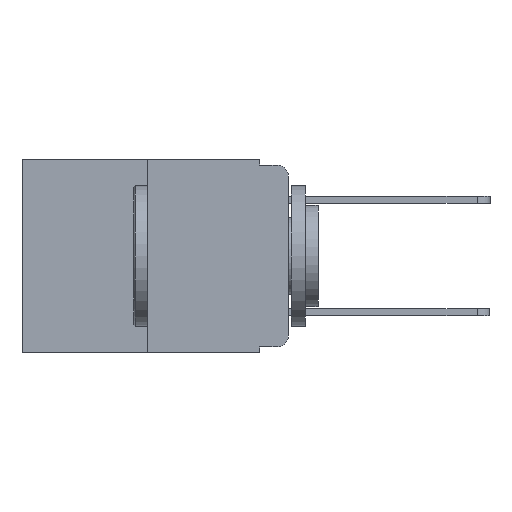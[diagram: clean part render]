
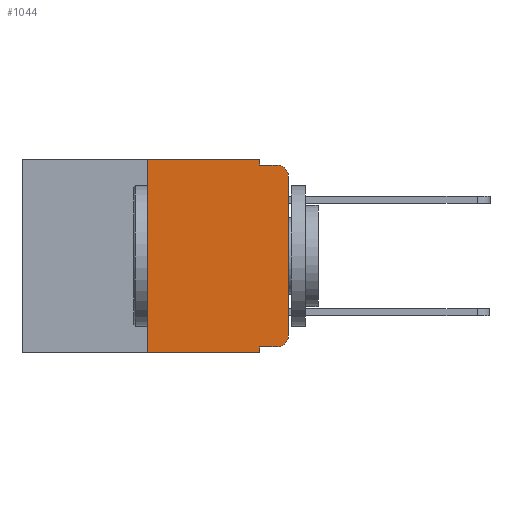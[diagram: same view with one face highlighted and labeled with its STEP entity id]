
A CAD part, left-side view. The second image highlights one B-rep face of the part: STEP entity #1044.
In plain terms, the highlighted planar face has unit normal (-1, 0, 0).
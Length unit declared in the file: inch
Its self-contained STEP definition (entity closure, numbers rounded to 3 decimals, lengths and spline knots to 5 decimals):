
#84 = ORIENTED_EDGE ( 'NONE', *, *, #3248, .F. ) ;
#116 = ORIENTED_EDGE ( 'NONE', *, *, #3251, .F. ) ;
#273 = VERTEX_POINT ( 'NONE', #14134 ) ;
#357 = DIRECTION ( 'NONE',  ( 0., -1., 0. ) ) ;
#663 = DIRECTION ( 'NONE',  ( 0., -1., 0. ) ) ;
#709 = ORIENTED_EDGE ( 'NONE', *, *, #1962, .F. ) ;
#990 = ORIENTED_EDGE ( 'NONE', *, *, #3285, .F. ) ;
#1015 = CIRCLE ( 'NONE', #10181, 0.02 ) ;
#1044 = ADVANCED_FACE ( 'NONE', ( #17726 ), #15386, .F. ) ;
#1527 = DIRECTION ( 'NONE',  ( 0., 0., 1. ) ) ;
#1550 = LINE ( 'NONE', #12025, #5886 ) ;
#1603 = DIRECTION ( 'NONE',  ( 0., 0., -1. ) ) ;
#1698 = CARTESIAN_POINT ( 'NONE',  ( 0., 0., -0.313 ) ) ;
#1864 = CARTESIAN_POINT ( 'NONE',  ( 0., 0.25, 0. ) ) ;
#1962 = EDGE_CURVE ( 'NONE', #17123, #14010, #12306, .T. ) ;
#2080 = ORIENTED_EDGE ( 'NONE', *, *, #2875, .T. ) ;
#2122 = LINE ( 'NONE', #6256, #9816 ) ;
#2666 = CIRCLE ( 'NONE', #8233, 0.02 ) ;
#2730 = ORIENTED_EDGE ( 'NONE', *, *, #3287, .F. ) ;
#2875 = EDGE_CURVE ( 'NONE', #10290, #8850, #16492, .T. ) ;
#3102 = ORIENTED_EDGE ( 'NONE', *, *, #3293, .T. ) ;
#3139 = DIRECTION ( 'NONE',  ( -1., 0., 0. ) ) ;
#3171 = ORIENTED_EDGE ( 'NONE', *, *, #3316, .T. ) ;
#3197 = LINE ( 'NONE', #6196, #13677 ) ;
#3220 = EDGE_CURVE ( 'NONE', #13319, #5836, #3197, .T. ) ;
#3221 = EDGE_CURVE ( 'NONE', #5836, #11605, #2666, .T. ) ;
#3248 = EDGE_CURVE ( 'NONE', #9662, #11605, #2122, .T. ) ;
#3251 = EDGE_CURVE ( 'NONE', #14010, #9662, #16120, .T. ) ;
#3285 = EDGE_CURVE ( 'NONE', #10290, #17123, #10255, .T. ) ;
#3287 = EDGE_CURVE ( 'NONE', #273, #8850, #1550, .T. ) ;
#3293 = EDGE_CURVE ( 'NONE', #273, #10150, #9382, .T. ) ;
#3316 = EDGE_CURVE ( 'NONE', #10150, #13319, #1015, .T. ) ;
#4041 = ORIENTED_EDGE ( 'NONE', *, *, #3221, .T. ) ;
#4906 = DIRECTION ( 'NONE',  ( 0., -1., 0. ) ) ;
#5176 = VECTOR ( 'NONE', #663, 39.37008 ) ;
#5403 = VECTOR ( 'NONE', #1527, 39.37008 ) ;
#5423 = VECTOR ( 'NONE', #357, 39.37008 ) ;
#5836 = VERTEX_POINT ( 'NONE', #9679 ) ;
#5886 = VECTOR ( 'NONE', #6319, 39.37008 ) ;
#6196 = CARTESIAN_POINT ( 'NONE',  ( 0., 0., 0. ) ) ;
#6256 = CARTESIAN_POINT ( 'NONE',  ( 0., 0.051, -0.01 ) ) ;
#6319 = DIRECTION ( 'NONE',  ( 0., 0., -1. ) ) ;
#7728 = DIRECTION ( 'NONE',  ( 0., -1., 0. ) ) ;
#7786 = CARTESIAN_POINT ( 'NONE',  ( 0., 0.25, 0. ) ) ;
#8169 = AXIS2_PLACEMENT_3D ( 'NONE', #16291, #14932, #15561 ) ;
#8233 = AXIS2_PLACEMENT_3D ( 'NONE', #11908, #3139, #13207 ) ;
#8290 = CARTESIAN_POINT ( 'NONE',  ( 0., 0.473, -0.343 ) ) ;
#8850 = VERTEX_POINT ( 'NONE', #17756 ) ;
#9382 = LINE ( 'NONE', #10722, #12529 ) ;
#9662 = VERTEX_POINT ( 'NONE', #15183 ) ;
#9679 = CARTESIAN_POINT ( 'NONE',  ( 0., 0., -0.03 ) ) ;
#9816 = VECTOR ( 'NONE', #7728, 39.37008 ) ;
#9881 = ORIENTED_EDGE ( 'NONE', *, *, #3220, .T. ) ;
#10150 = VERTEX_POINT ( 'NONE', #13436 ) ;
#10181 = AXIS2_PLACEMENT_3D ( 'NONE', #17996, #10776, #1603 ) ;
#10255 = LINE ( 'NONE', #7786, #5403 ) ;
#10290 = VERTEX_POINT ( 'NONE', #12359 ) ;
#10722 = CARTESIAN_POINT ( 'NONE',  ( 0., 0.051, -0.333 ) ) ;
#10776 = DIRECTION ( 'NONE',  ( -1., 0., 0. ) ) ;
#11605 = VERTEX_POINT ( 'NONE', #12608 ) ;
#11908 = CARTESIAN_POINT ( 'NONE',  ( 0., 0.02, -0.03 ) ) ;
#12025 = CARTESIAN_POINT ( 'NONE',  ( 0., 0.051, 0. ) ) ;
#12232 = CARTESIAN_POINT ( 'NONE',  ( 0., 0.473, 0. ) ) ;
#12306 = LINE ( 'NONE', #12232, #5176 ) ;
#12359 = CARTESIAN_POINT ( 'NONE',  ( 0., 0.25, -0.343 ) ) ;
#12529 = VECTOR ( 'NONE', #4906, 39.37008 ) ;
#12608 = CARTESIAN_POINT ( 'NONE',  ( 0., 0.02, -0.01 ) ) ;
#12934 = VECTOR ( 'NONE', #14456, 39.37008 ) ;
#13207 = DIRECTION ( 'NONE',  ( 0., 0., -1. ) ) ;
#13222 = EDGE_LOOP ( 'NONE', ( #9881, #4041, #84, #116, #709, #990, #2080, #2730, #3102, #3171 ) ) ;
#13319 = VERTEX_POINT ( 'NONE', #1698 ) ;
#13436 = CARTESIAN_POINT ( 'NONE',  ( 0., 0.02, -0.333 ) ) ;
#13677 = VECTOR ( 'NONE', #16733, 39.37008 ) ;
#14010 = VERTEX_POINT ( 'NONE', #17257 ) ;
#14134 = CARTESIAN_POINT ( 'NONE',  ( 0., 0.051, -0.333 ) ) ;
#14456 = DIRECTION ( 'NONE',  ( 0., 0., -1. ) ) ;
#14932 = DIRECTION ( 'NONE',  ( 1., 0., 0. ) ) ;
#15183 = CARTESIAN_POINT ( 'NONE',  ( 0., 0.051, -0.01 ) ) ;
#15386 = PLANE ( 'NONE',  #8169 ) ;
#15561 = DIRECTION ( 'NONE',  ( 0., 0., -1. ) ) ;
#15650 = CARTESIAN_POINT ( 'NONE',  ( 0., 0.051, 0. ) ) ;
#16120 = LINE ( 'NONE', #15650, #12934 ) ;
#16291 = CARTESIAN_POINT ( 'NONE',  ( 0., 0.473, 0. ) ) ;
#16492 = LINE ( 'NONE', #8290, #5423 ) ;
#16733 = DIRECTION ( 'NONE',  ( 0., 0., 1. ) ) ;
#17123 = VERTEX_POINT ( 'NONE', #1864 ) ;
#17257 = CARTESIAN_POINT ( 'NONE',  ( 0., 0.051, 0. ) ) ;
#17726 = FACE_OUTER_BOUND ( 'NONE', #13222, .T. ) ;
#17756 = CARTESIAN_POINT ( 'NONE',  ( 0., 0.051, -0.343 ) ) ;
#17996 = CARTESIAN_POINT ( 'NONE',  ( 0., 0.02, -0.313 ) ) ;
